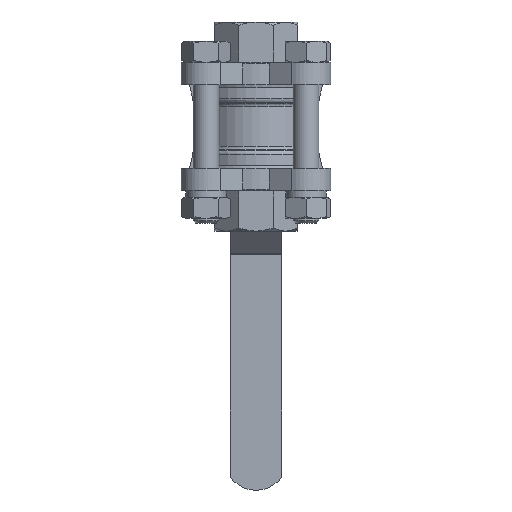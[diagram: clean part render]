
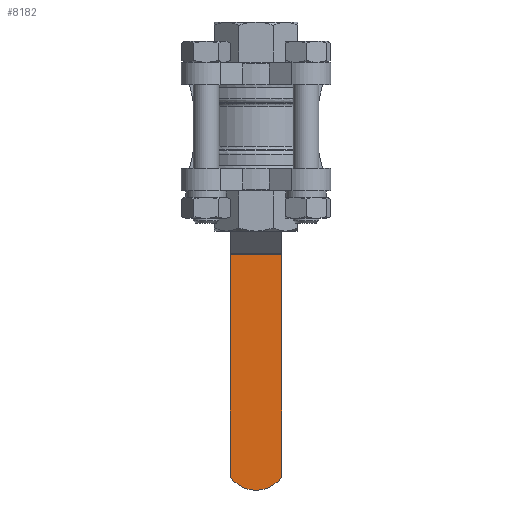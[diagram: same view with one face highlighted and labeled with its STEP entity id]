
A CAD part, front view. The second image highlights one B-rep face of the part: STEP entity #8182.
In plain terms, the highlighted planar face has unit normal (0, -1, 0).
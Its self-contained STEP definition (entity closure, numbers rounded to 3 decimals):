
#474=LINE('',#14811,#934);
#475=LINE('',#14814,#935);
#476=LINE('',#14818,#936);
#934=VECTOR('',#11187,1000.);
#935=VECTOR('',#11188,1000.);
#936=VECTOR('',#11191,1000.);
#1295=PLANE('',#9078);
#1687=CIRCLE('',#9079,10.);
#3904=ORIENTED_EDGE('',*,*,#5215,.T.);
#3905=ORIENTED_EDGE('',*,*,#5216,.T.);
#3906=ORIENTED_EDGE('',*,*,#5217,.T.);
#3907=ORIENTED_EDGE('',*,*,#5218,.T.);
#5215=EDGE_CURVE('',#6026,#6027,#474,.T.);
#5216=EDGE_CURVE('',#6027,#6028,#475,.T.);
#5217=EDGE_CURVE('',#6028,#6029,#1687,.F.);
#5218=EDGE_CURVE('',#6029,#6026,#476,.T.);
#6026=VERTEX_POINT('',#14812);
#6027=VERTEX_POINT('',#14813);
#6028=VERTEX_POINT('',#14815);
#6029=VERTEX_POINT('',#14817);
#6963=EDGE_LOOP('',(#3904,#3905,#3906,#3907));
#7551=FACE_BOUND('',#6963,.T.);
#8182=ADVANCED_FACE('',(#7551),#1295,.F.);
#9078=AXIS2_PLACEMENT_3D('',#14810,#11185,#11186);
#9079=AXIS2_PLACEMENT_3D('',#14816,#11189,#11190);
#11185=DIRECTION('',(0.,1.,0.));
#11186=DIRECTION('',(0.,0.,1.));
#11187=DIRECTION('',(-1.,0.,0.));
#11188=DIRECTION('',(0.,0.,-1.));
#11189=DIRECTION('',(0.,1.,0.));
#11190=DIRECTION('',(0.,0.,1.));
#11191=DIRECTION('',(0.,0.,1.));
#14810=CARTESIAN_POINT('',(9.5,21.5,-39.536));
#14811=CARTESIAN_POINT('',(9.5,21.5,-39.743));
#14812=CARTESIAN_POINT('',(8.,21.5,-39.743));
#14813=CARTESIAN_POINT('',(-8.,21.5,-39.743));
#14814=CARTESIAN_POINT('',(-8.,21.5,-39.536));
#14815=CARTESIAN_POINT('',(-8.,21.5,-109.));
#14816=CARTESIAN_POINT('',(0.,21.5,-103.));
#14817=CARTESIAN_POINT('',(8.,21.5,-109.));
#14818=CARTESIAN_POINT('',(8.,21.5,-39.536));
